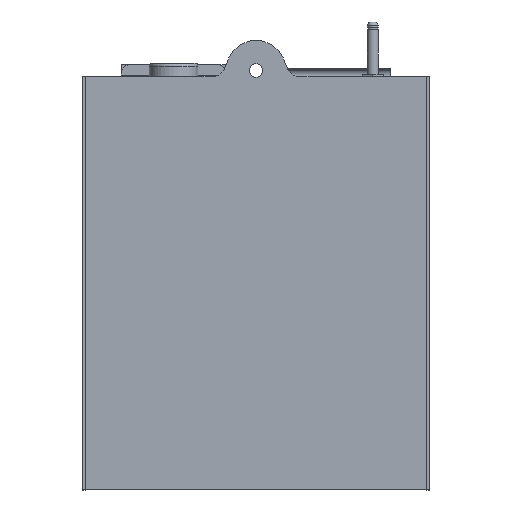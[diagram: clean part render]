
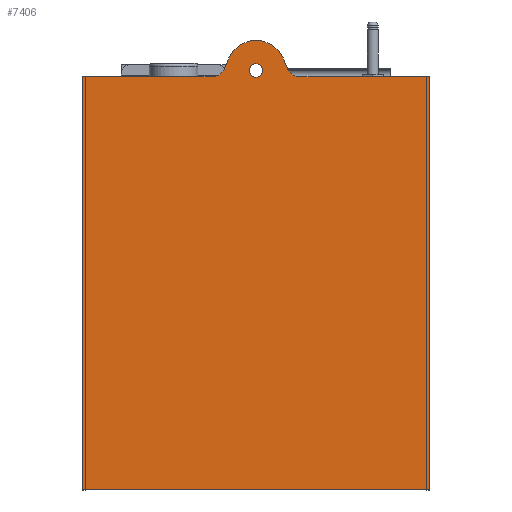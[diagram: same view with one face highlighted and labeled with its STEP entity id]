
A CAD part, front view. The second image highlights one B-rep face of the part: STEP entity #7406.
In plain terms, the highlighted planar face has unit normal (0, -1, 0).
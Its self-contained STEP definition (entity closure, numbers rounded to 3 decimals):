
#1330=PLANE('',#12104);
#2333=ORIENTED_EDGE('',*,*,#4334,.T.);
#2334=ORIENTED_EDGE('',*,*,#4338,.T.);
#2335=ORIENTED_EDGE('',*,*,#4341,.T.);
#2336=ORIENTED_EDGE('',*,*,#4344,.T.);
#2337=ORIENTED_EDGE('',*,*,#4347,.T.);
#2338=ORIENTED_EDGE('',*,*,#4350,.T.);
#2339=ORIENTED_EDGE('',*,*,#4353,.T.);
#2340=ORIENTED_EDGE('',*,*,#4356,.T.);
#2341=ORIENTED_EDGE('',*,*,#4359,.T.);
#2342=ORIENTED_EDGE('',*,*,#4361,.T.);
#2343=ORIENTED_EDGE('',*,*,#4362,.F.);
#4334=EDGE_CURVE('',#5452,#5451,#9843,.T.);
#4338=EDGE_CURVE('',#5451,#5454,#8569,.T.);
#4341=EDGE_CURVE('',#5454,#5456,#9848,.T.);
#4344=EDGE_CURVE('',#5456,#5458,#8571,.T.);
#4347=EDGE_CURVE('',#5458,#5460,#9852,.T.);
#4350=EDGE_CURVE('',#5460,#5462,#8573,.T.);
#4353=EDGE_CURVE('',#5462,#5464,#9856,.T.);
#4356=EDGE_CURVE('',#5464,#5466,#9859,.T.);
#4359=EDGE_CURVE('',#5466,#5468,#9862,.T.);
#4361=EDGE_CURVE('',#5468,#5452,#9864,.T.);
#4362=EDGE_CURVE('',#5469,#5469,#8574,.T.);
#5451=VERTEX_POINT('',#16867);
#5452=VERTEX_POINT('',#16869);
#5454=VERTEX_POINT('',#16875);
#5456=VERTEX_POINT('',#16881);
#5458=VERTEX_POINT('',#16887);
#5460=VERTEX_POINT('',#16893);
#5462=VERTEX_POINT('',#16899);
#5464=VERTEX_POINT('',#16905);
#5466=VERTEX_POINT('',#16911);
#5468=VERTEX_POINT('',#16917);
#5469=VERTEX_POINT('',#16924);
#6237=EDGE_LOOP('',(#2333,#2334,#2335,#2336,#2337,#2338,#2339,#2340,#2341,
#2342));
#6238=EDGE_LOOP('',(#2343));
#6795=FACE_BOUND('',#6237,.T.);
#6796=FACE_BOUND('',#6238,.T.);
#7406=ADVANCED_FACE('',(#6795,#6796),#1330,.F.);
#8569=CIRCLE('',#12088,4.);
#8571=CIRCLE('',#12092,10.);
#8573=CIRCLE('',#12096,4.);
#8574=CIRCLE('',#12102,2.25);
#9843=LINE('',#16868,#10952);
#9848=LINE('',#16882,#10957);
#9852=LINE('',#16894,#10961);
#9856=LINE('',#16906,#10965);
#9859=LINE('',#16912,#10968);
#9862=LINE('',#16918,#10971);
#9864=LINE('',#16921,#10973);
#10952=VECTOR('',#13561,1000.);
#10957=VECTOR('',#13574,1000.);
#10961=VECTOR('',#13586,1000.);
#10965=VECTOR('',#13598,1000.);
#10968=VECTOR('',#13603,1000.);
#10971=VECTOR('',#13608,1000.);
#10973=VECTOR('',#13612,1000.);
#12088=AXIS2_PLACEMENT_3D('',#16876,#13568,#13569);
#12092=AXIS2_PLACEMENT_3D('',#16888,#13580,#13581);
#12096=AXIS2_PLACEMENT_3D('',#16900,#13592,#13593);
#12102=AXIS2_PLACEMENT_3D('',#16923,#13615,#13616);
#12104=AXIS2_PLACEMENT_3D('',#16927,#13619,#13620);
#13561=DIRECTION('',(-1.,0.,0.));
#13568=DIRECTION('',(0.,1.,0.));
#13569=DIRECTION('',(-1.,0.,0.));
#13574=DIRECTION('',(-0.385,0.,0.923));
#13580=DIRECTION('',(0.,-1.,0.));
#13581=DIRECTION('',(1.,0.,0.));
#13586=DIRECTION('',(-0.385,0.,-0.923));
#13592=DIRECTION('',(0.,1.,0.));
#13593=DIRECTION('',(1.,0.,0.));
#13598=DIRECTION('',(-1.,0.,0.));
#13603=DIRECTION('',(0.,0.,-1.));
#13608=DIRECTION('',(1.,0.,0.));
#13612=DIRECTION('',(0.,0.,1.));
#13615=DIRECTION('',(0.,-1.,0.));
#13616=DIRECTION('',(1.,0.,0.));
#13619=DIRECTION('',(0.,1.,0.));
#13620=DIRECTION('',(0.,0.,1.));
#16867=CARTESIAN_POINT('',(14.333,-1.,69.));
#16868=CARTESIAN_POINT('',(58.,-1.,69.));
#16869=CARTESIAN_POINT('',(58.,-1.,69.));
#16875=CARTESIAN_POINT('',(10.641,-1.,71.462));
#16876=CARTESIAN_POINT('',(14.333,-1.,73.));
#16881=CARTESIAN_POINT('',(9.231,-1.,74.846));
#16882=CARTESIAN_POINT('',(10.641,-1.,71.462));
#16887=CARTESIAN_POINT('',(-9.231,-1.,74.846));
#16888=CARTESIAN_POINT('',(0.,-1.,71.));
#16893=CARTESIAN_POINT('',(-10.641,-1.,71.462));
#16894=CARTESIAN_POINT('',(-9.231,-1.,74.846));
#16899=CARTESIAN_POINT('',(-14.333,-1.,69.));
#16900=CARTESIAN_POINT('',(-14.333,-1.,73.));
#16905=CARTESIAN_POINT('',(-58.,-1.,69.));
#16906=CARTESIAN_POINT('',(-14.333,-1.,69.));
#16911=CARTESIAN_POINT('',(-58.,-1.,-69.));
#16912=CARTESIAN_POINT('',(-58.,-1.,69.));
#16917=CARTESIAN_POINT('',(58.,-1.,-69.));
#16918=CARTESIAN_POINT('',(-58.,-1.,-69.));
#16921=CARTESIAN_POINT('',(58.,-1.,-69.));
#16923=CARTESIAN_POINT('',(0.,-1.,71.));
#16924=CARTESIAN_POINT('',(2.25,-1.,71.));
#16927=CARTESIAN_POINT('',(14.333,-1.,73.));
